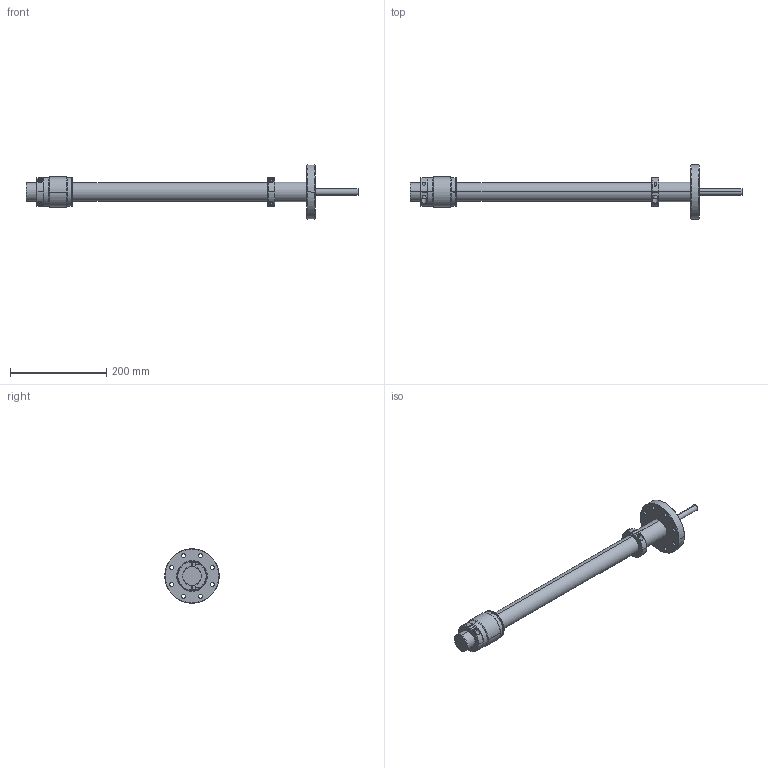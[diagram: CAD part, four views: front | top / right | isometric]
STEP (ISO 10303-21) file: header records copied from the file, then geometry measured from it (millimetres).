
FILE_DESCRIPTION (( 'STEP AP214' ), '1' );
FILE_NAME ('FLLRE-275(450)-.50-16.STEP', '2019-12-30T18:27:38', ( '' ), ( '' ), 'SwSTEP 2.0', 'SolidWorks 2010', '' );
FILE_SCHEMA (( 'AUTOMOTIVE_DESIGN' ));
Length unit declared in the file: inch
Products named in the file (1): FLLRE-275(450)-.50-16
Bounding box: 691.17 x 113.54 x 113.54 mm (x, y, z)
Surface area: 183024.8 mm2 (no closed solid volume)
Topology: 0 solids, 33 shells, 301 faces, 1357 edges, 1015 vertices
Faces by surface type: plane 145, cylinder 108, cone 47, bspline 1
Entity records: 18642 total; most frequent: CARTESIAN_POINT 3754, DIRECTION 2330, ORIENTED_EDGE 1959, EDGE_CURVE 1353, VERTEX_POINT 1015, VECTOR 818, LINE 818, AXIS2_PLACEMENT_3D 756
